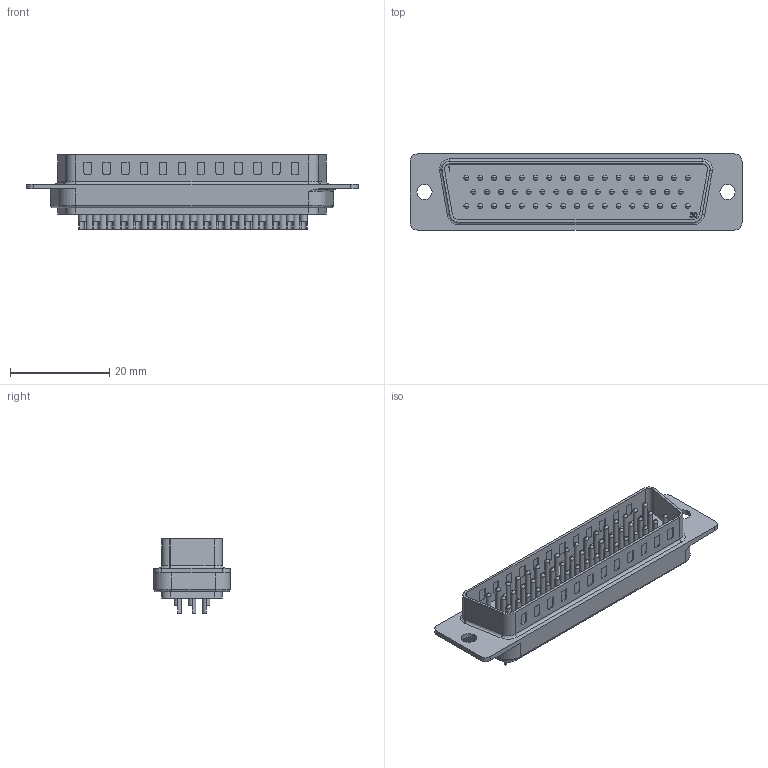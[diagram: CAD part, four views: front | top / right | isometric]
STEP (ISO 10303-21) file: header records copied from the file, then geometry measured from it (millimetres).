
FILE_DESCRIPTION (( 'STEP AP214' ), '1' );
FILE_NAME ('SD50P.STEP', '2015-12-21T17:04:12', ( 'x' ), ( '' ), 'SwSTEP 2.0', 'SolidWorks 2014', '' );
FILE_SCHEMA (( 'AUTOMOTIVE_DESIGN' ));
Length unit declared in the file: inch
Products named in the file (1): SD50P
Bounding box: 67.06 x 15.37 x 15.01 mm (x, y, z)
Volume: 5708.2 mm3; surface area: 6203.8 mm2
Topology: 1 solids, 1 shells, 1102 faces, 2758 edges, 1713 vertices
Faces by surface type: plane 531, cylinder 437, sphere 100, torus 17, bspline 17
Entity records: 45896 total; most frequent: CARTESIAN_POINT 6593, DIRECTION 5690, ORIENTED_EDGE 5116, EDGE_CURVE 2558, AXIS2_PLACEMENT_3D 2082, VERTEX_POINT 1613, VECTOR 1526, LINE 1526
